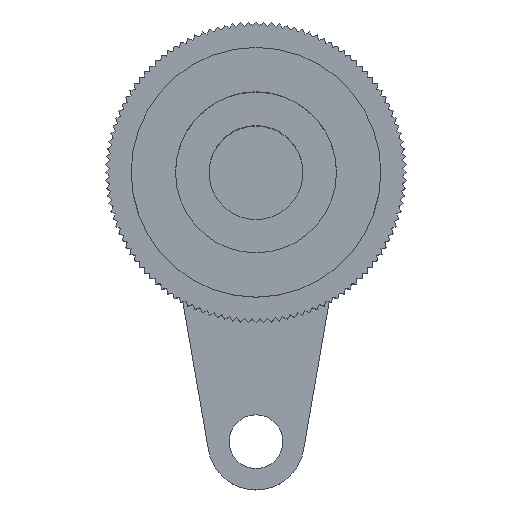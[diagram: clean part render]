
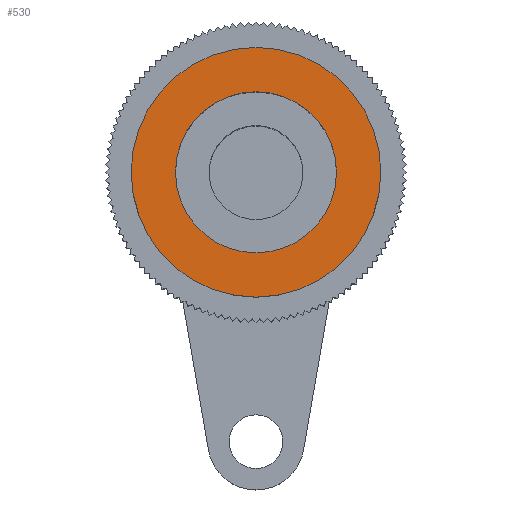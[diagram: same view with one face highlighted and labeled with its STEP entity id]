
A CAD part, top view. The second image highlights one B-rep face of the part: STEP entity #530.
In plain terms, the highlighted planar face has unit normal (0, 0, 1).
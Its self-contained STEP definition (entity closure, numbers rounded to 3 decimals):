
#68 = DIRECTION ( 'NONE',  ( 0., 0., 1. ) ) ;
#162 = ORIENTED_EDGE ( 'NONE', *, *, #4212, .F. ) ;
#352 = DIRECTION ( 'NONE',  ( 1., 0., 0. ) ) ;
#530 = ADVANCED_FACE ( 'NONE', ( #4269, #3636 ), #2964, .T. ) ;
#915 = AXIS2_PLACEMENT_3D ( 'NONE', #5633, #5071, #4365 ) ;
#1180 = CIRCLE ( 'NONE', #7887, 3. ) ;
#1292 = EDGE_CURVE ( 'NONE', #3810, #4992, #8983, .T. ) ;
#1377 = CIRCLE ( 'NONE', #7475, 4.65 ) ;
#1390 = CARTESIAN_POINT ( 'NONE',  ( 0., 0., 0. ) ) ;
#1434 = DIRECTION ( 'NONE',  ( 1., 0., 0. ) ) ;
#1620 = AXIS2_PLACEMENT_3D ( 'NONE', #8893, #1697, #8853 ) ;
#1672 = EDGE_LOOP ( 'NONE', ( #162, #4687 ) ) ;
#1697 = DIRECTION ( 'NONE',  ( 0., 0., 1. ) ) ;
#1923 = CARTESIAN_POINT ( 'NONE',  ( 0., 0., 0. ) ) ;
#2046 = VERTEX_POINT ( 'NONE', #3540 ) ;
#2262 = CARTESIAN_POINT ( 'NONE',  ( 3., 0., 0. ) ) ;
#2713 = CARTESIAN_POINT ( 'NONE',  ( 0., 0., 0. ) ) ;
#2964 = PLANE ( 'NONE',  #915 ) ;
#3148 = DIRECTION ( 'NONE',  ( 0., 0., 1. ) ) ;
#3540 = CARTESIAN_POINT ( 'NONE',  ( -3., 0., 0. ) ) ;
#3548 = EDGE_CURVE ( 'NONE', #2046, #5137, #7726, .T. ) ;
#3636 = FACE_OUTER_BOUND ( 'NONE', #5884, .T. ) ;
#3810 = VERTEX_POINT ( 'NONE', #3944 ) ;
#3944 = CARTESIAN_POINT ( 'NONE',  ( 4.65, 0., 0. ) ) ;
#4189 = CARTESIAN_POINT ( 'NONE',  ( -4.65, 0., 0. ) ) ;
#4212 = EDGE_CURVE ( 'NONE', #5137, #2046, #1180, .T. ) ;
#4235 = ORIENTED_EDGE ( 'NONE', *, *, #1292, .T. ) ;
#4269 = FACE_BOUND ( 'NONE', #1672, .T. ) ;
#4365 = DIRECTION ( 'NONE',  ( 1., 0., 0. ) ) ;
#4687 = ORIENTED_EDGE ( 'NONE', *, *, #3548, .F. ) ;
#4800 = AXIS2_PLACEMENT_3D ( 'NONE', #1390, #68, #1434 ) ;
#4992 = VERTEX_POINT ( 'NONE', #4189 ) ;
#5071 = DIRECTION ( 'NONE',  ( 0., 0., 1. ) ) ;
#5137 = VERTEX_POINT ( 'NONE', #2262 ) ;
#5585 = ORIENTED_EDGE ( 'NONE', *, *, #8012, .T. ) ;
#5633 = CARTESIAN_POINT ( 'NONE',  ( 0., 0., 0. ) ) ;
#5884 = EDGE_LOOP ( 'NONE', ( #4235, #5585 ) ) ;
#6901 = DIRECTION ( 'NONE',  ( 0., 0., 1. ) ) ;
#7475 = AXIS2_PLACEMENT_3D ( 'NONE', #2713, #6901, #8984 ) ;
#7726 = CIRCLE ( 'NONE', #1620, 3. ) ;
#7887 = AXIS2_PLACEMENT_3D ( 'NONE', #1923, #3148, #352 ) ;
#8012 = EDGE_CURVE ( 'NONE', #4992, #3810, #1377, .T. ) ;
#8853 = DIRECTION ( 'NONE',  ( 1., 0., 0. ) ) ;
#8893 = CARTESIAN_POINT ( 'NONE',  ( 0., 0., 0. ) ) ;
#8983 = CIRCLE ( 'NONE', #4800, 4.65 ) ;
#8984 = DIRECTION ( 'NONE',  ( 1., 0., 0. ) ) ;
